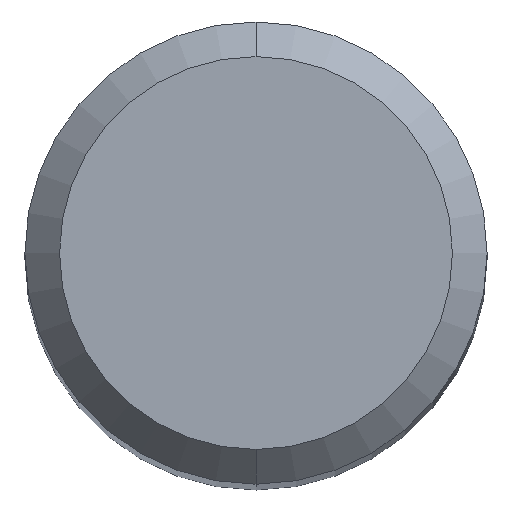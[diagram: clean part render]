
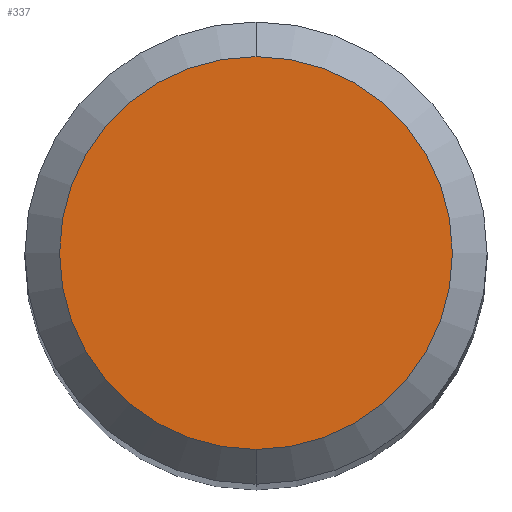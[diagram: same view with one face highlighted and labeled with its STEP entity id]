
A CAD part, top view. The second image highlights one B-rep face of the part: STEP entity #337.
In plain terms, the highlighted planar face has unit normal (0, 0, 1).
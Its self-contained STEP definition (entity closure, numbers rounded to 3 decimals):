
#265=VERTEX_POINT('',#583);
#277=EDGE_CURVE('',#265,#459,#595,.T.);
#337=ADVANCED_FACE('',(#661),#662,.T.);
#365=EDGE_CURVE('',#459,#265,#691,.T.);
#459=VERTEX_POINT('',#796);
#583=CARTESIAN_POINT('',(0.,-1.7,0.0));
#595=CIRCLE('',#1053,1.7);
#661=FACE_OUTER_BOUND('',#1186,.T.);
#662=PLANE('',#1187);
#691=CIRCLE('',#1234,1.7);
#796=CARTESIAN_POINT('',(0.0,1.7,0.0));
#1053=AXIS2_PLACEMENT_3D('',#1580,#1581,#1582);
#1186=EDGE_LOOP('',(#1646,#1647));
#1187=AXIS2_PLACEMENT_3D('',#1648,#1649,#1650);
#1234=AXIS2_PLACEMENT_3D('',#1672,#1673,#1674);
#1580=CARTESIAN_POINT('',(0.0,0.0,0.0));
#1581=DIRECTION('',(0.0,0.0,-1.0));
#1582=DIRECTION('',(0.0,1.0,0.0));
#1646=ORIENTED_EDGE('',*,*,#365,.F.);
#1647=ORIENTED_EDGE('',*,*,#277,.F.);
#1648=CARTESIAN_POINT('',(0.0,0.85,0.0));
#1649=DIRECTION('',(-0.0,0.0,1.0));
#1650=DIRECTION('',(0.0,-1.0,0.0));
#1672=CARTESIAN_POINT('',(0.0,0.0,0.0));
#1673=DIRECTION('',(0.0,0.0,-1.0));
#1674=DIRECTION('',(0.0,1.0,0.0));
